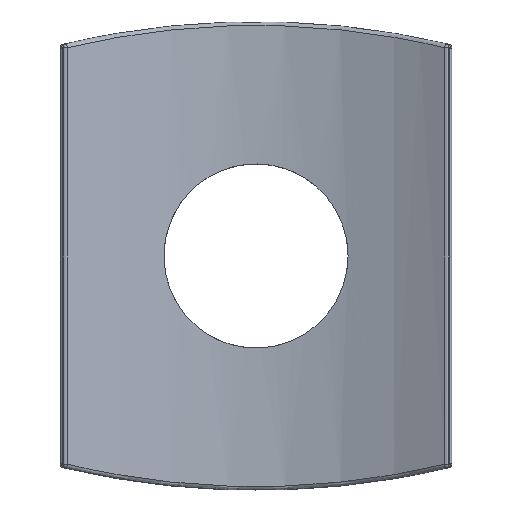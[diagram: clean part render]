
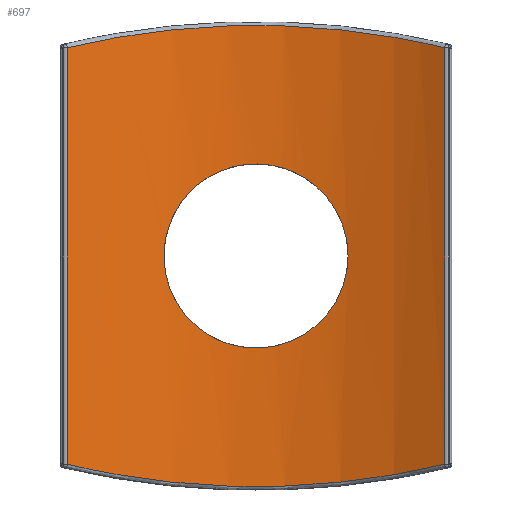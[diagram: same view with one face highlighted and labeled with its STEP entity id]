
A CAD part, front view. The second image highlights one B-rep face of the part: STEP entity #697.
In plain terms, the highlighted cylindrical face has radius 400 mm (diameter 800 mm), a partial arc.
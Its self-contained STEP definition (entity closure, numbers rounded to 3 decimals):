
#35=LINE('',#1122,#55);
#53=LINE('',#1498,#73);
#55=VECTOR('',#869,432.737);
#73=VECTOR('',#989,432.737);
#87=B_SPLINE_CURVE_WITH_KNOTS('',3,(#1197,#1198,#1199,#1200,#1201,#1202,
#1203,#1204,#1205,#1206),.UNSPECIFIED.,.F.,.F.,(4,1,1,1,1,1,1,4),(-42.995,
-37.037,-31.08,-25.122,-19.164,
-13.206,-7.249,-1.291),.UNSPECIFIED.);
#93=B_SPLINE_CURVE_WITH_KNOTS('',3,(#1581,#1582,#1583,#1584,#1585,#1586,
#1587,#1588,#1589,#1590),.UNSPECIFIED.,.F.,.F.,(4,1,1,1,1,1,1,4),(-42.995,
-37.037,-31.08,-25.122,-19.164,-13.206,
-7.249,-1.291),.UNSPECIFIED.);
#95=B_SPLINE_CURVE_WITH_KNOTS('',3,(#1603,#1604,#1605,#1606,#1607,#1608,
#1609,#1610,#1611,#1612,#1613,#1614,#1615,#1616,#1617,#1618,#1619,#1620,
#1621,#1622,#1623,#1624,#1625,#1626,#1627,#1628,#1629,#1630,#1631,#1632,
#1633,#1634,#1635,#1636,#1637,#1638,#1639,#1640,#1641,#1642,#1643,#1644,
#1645,#1646,#1647,#1648,#1649,#1650,#1651,#1652,#1653,#1654,#1655,#1656,
#1657,#1658,#1659,#1660,#1661,#1662,#1663,#1664,#1665,#1666,#1667,#1668),
 .UNSPECIFIED.,.T.,.F.,(4,2,2,2,2,2,2,2,2,2,2,2,2,2,2,2,2,2,2,2,2,2,2,2,
2,2,2,2,2,2,2,2,4),(0.,1.809,3.617,5.426,
7.235,9.043,10.852,12.66,14.469,
16.277,18.086,19.894,21.703,23.511,
25.32,27.129,28.938,30.746,32.555,
34.364,36.172,37.981,39.789,41.598,
43.406,45.215,47.023,48.832,50.64,
52.449,54.258,56.066,57.875),
 .UNSPECIFIED.);
#110=CYLINDRICAL_SURFACE('',#794,400.);
#133=FACE_BOUND('',#242,.T.);
#182=FACE_OUTER_BOUND('',#241,.T.);
#241=EDGE_LOOP('',(#592,#593,#594,#595));
#242=EDGE_LOOP('',(#596));
#336=VERTEX_POINT('',#1101);
#338=VERTEX_POINT('',#1107);
#341=VERTEX_POINT('',#1114);
#347=VERTEX_POINT('',#1131);
#371=VERTEX_POINT('',#1602);
#400=EDGE_CURVE('',#341,#336,#35,.T.);
#407=EDGE_CURVE('',#347,#341,#87,.T.);
#457=EDGE_CURVE('',#338,#347,#53,.T.);
#460=EDGE_CURVE('',#336,#338,#93,.T.);
#462=EDGE_CURVE('',#371,#371,#95,.T.);
#592=ORIENTED_EDGE('',*,*,#400,.F.);
#593=ORIENTED_EDGE('',*,*,#407,.F.);
#594=ORIENTED_EDGE('',*,*,#457,.F.);
#595=ORIENTED_EDGE('',*,*,#460,.F.);
#596=ORIENTED_EDGE('',*,*,#462,.T.);
#697=ADVANCED_FACE('',(#182,#133),#110,.F.);
#794=AXIS2_PLACEMENT_3D('',#1601,#994,#995);
#869=DIRECTION('',(0.,0.,-1.));
#989=DIRECTION('',(0.,0.,1.));
#994=DIRECTION('center_axis',(0.,0.,1.));
#995=DIRECTION('ref_axis',(-1.,0.,0.));
#1101=CARTESIAN_POINT('',(195.987,348.696,-216.369));
#1107=CARTESIAN_POINT('',(-195.987,348.696,-216.369));
#1114=CARTESIAN_POINT('',(195.987,348.696,216.369));
#1122=CARTESIAN_POINT('',(195.987,348.696,0.));
#1131=CARTESIAN_POINT('',(-195.987,348.696,216.369));
#1197=CARTESIAN_POINT('Ctrl Pts',(-195.987,348.696,216.369));
#1198=CARTESIAN_POINT('Ctrl Pts',(-179.202,358.13,220.386));
#1199=CARTESIAN_POINT('Ctrl Pts',(-144.127,374.65,227.685));
#1200=CARTESIAN_POINT('Ctrl Pts',(-88.,391.676,235.552));
#1201=CARTESIAN_POINT('Ctrl Pts',(-29.591,400.362,239.672));
#1202=CARTESIAN_POINT('Ctrl Pts',(29.591,400.361,239.671));
#1203=CARTESIAN_POINT('Ctrl Pts',(88.,391.676,235.552));
#1204=CARTESIAN_POINT('Ctrl Pts',(144.127,374.65,227.684));
#1205=CARTESIAN_POINT('Ctrl Pts',(179.202,358.13,220.386));
#1206=CARTESIAN_POINT('Ctrl Pts',(195.987,348.696,216.369));
#1498=CARTESIAN_POINT('',(-195.987,348.696,0.));
#1581=CARTESIAN_POINT('Ctrl Pts',(195.987,348.696,-216.369));
#1582=CARTESIAN_POINT('Ctrl Pts',(179.202,358.13,-220.386));
#1583=CARTESIAN_POINT('Ctrl Pts',(144.127,374.65,-227.684));
#1584=CARTESIAN_POINT('Ctrl Pts',(88.,391.676,-235.552));
#1585=CARTESIAN_POINT('Ctrl Pts',(29.591,400.361,-239.671));
#1586=CARTESIAN_POINT('Ctrl Pts',(-29.591,400.362,-239.672));
#1587=CARTESIAN_POINT('Ctrl Pts',(-88.,391.676,-235.552));
#1588=CARTESIAN_POINT('Ctrl Pts',(-144.127,374.65,-227.685));
#1589=CARTESIAN_POINT('Ctrl Pts',(-179.202,358.13,-220.386));
#1590=CARTESIAN_POINT('Ctrl Pts',(-195.987,348.696,-216.369));
#1601=CARTESIAN_POINT('Origin',(0.,0.,0.));
#1602=CARTESIAN_POINT('',(95.625,388.402,0.));
#1603=CARTESIAN_POINT('Ctrl Pts',(95.625,388.402,0.));
#1604=CARTESIAN_POINT('Ctrl Pts',(95.625,388.402,-6.029));
#1605=CARTESIAN_POINT('Ctrl Pts',(95.046,388.546,-12.256));
#1606=CARTESIAN_POINT('Ctrl Pts',(92.614,389.133,-24.628));
#1607=CARTESIAN_POINT('Ctrl Pts',(90.762,389.575,-30.773));
#1608=CARTESIAN_POINT('Ctrl Pts',(85.876,390.681,-42.545));
#1609=CARTESIAN_POINT('Ctrl Pts',(82.837,391.345,-48.183));
#1610=CARTESIAN_POINT('Ctrl Pts',(75.824,392.764,-58.603));
#1611=CARTESIAN_POINT('Ctrl Pts',(71.849,393.518,-63.385));
#1612=CARTESIAN_POINT('Ctrl Pts',(63.385,394.969,-71.849));
#1613=CARTESIAN_POINT('Ctrl Pts',(58.604,395.719,-75.824));
#1614=CARTESIAN_POINT('Ctrl Pts',(48.183,397.122,-82.837));
#1615=CARTESIAN_POINT('Ctrl Pts',(42.545,397.775,-85.876));
#1616=CARTESIAN_POINT('Ctrl Pts',(30.772,398.858,-90.763));
#1617=CARTESIAN_POINT('Ctrl Pts',(24.627,399.289,-92.614));
#1618=CARTESIAN_POINT('Ctrl Pts',(12.255,399.86,-95.046));
#1619=CARTESIAN_POINT('Ctrl Pts',(6.028,400.,-95.625));
#1620=CARTESIAN_POINT('Ctrl Pts',(-6.028,400.,-95.625));
#1621=CARTESIAN_POINT('Ctrl Pts',(-12.255,399.86,-95.046));
#1622=CARTESIAN_POINT('Ctrl Pts',(-24.627,399.289,-92.614));
#1623=CARTESIAN_POINT('Ctrl Pts',(-30.772,398.858,-90.763));
#1624=CARTESIAN_POINT('Ctrl Pts',(-42.545,397.775,-85.876));
#1625=CARTESIAN_POINT('Ctrl Pts',(-48.183,397.122,-82.837));
#1626=CARTESIAN_POINT('Ctrl Pts',(-58.604,395.719,-75.824));
#1627=CARTESIAN_POINT('Ctrl Pts',(-63.385,394.969,-71.849));
#1628=CARTESIAN_POINT('Ctrl Pts',(-71.849,393.518,-63.385));
#1629=CARTESIAN_POINT('Ctrl Pts',(-75.824,392.764,-58.603));
#1630=CARTESIAN_POINT('Ctrl Pts',(-82.837,391.345,-48.183));
#1631=CARTESIAN_POINT('Ctrl Pts',(-85.876,390.681,-42.545));
#1632=CARTESIAN_POINT('Ctrl Pts',(-90.762,389.575,-30.773));
#1633=CARTESIAN_POINT('Ctrl Pts',(-92.614,389.133,-24.628));
#1634=CARTESIAN_POINT('Ctrl Pts',(-95.046,388.546,-12.256));
#1635=CARTESIAN_POINT('Ctrl Pts',(-95.625,388.402,-6.029));
#1636=CARTESIAN_POINT('Ctrl Pts',(-95.625,388.402,6.029));
#1637=CARTESIAN_POINT('Ctrl Pts',(-95.046,388.546,12.256));
#1638=CARTESIAN_POINT('Ctrl Pts',(-92.614,389.133,24.628));
#1639=CARTESIAN_POINT('Ctrl Pts',(-90.762,389.575,30.773));
#1640=CARTESIAN_POINT('Ctrl Pts',(-85.876,390.681,42.545));
#1641=CARTESIAN_POINT('Ctrl Pts',(-82.837,391.345,48.183));
#1642=CARTESIAN_POINT('Ctrl Pts',(-75.824,392.764,58.603));
#1643=CARTESIAN_POINT('Ctrl Pts',(-71.849,393.518,63.385));
#1644=CARTESIAN_POINT('Ctrl Pts',(-63.385,394.969,71.849));
#1645=CARTESIAN_POINT('Ctrl Pts',(-58.604,395.719,75.824));
#1646=CARTESIAN_POINT('Ctrl Pts',(-48.183,397.122,82.837));
#1647=CARTESIAN_POINT('Ctrl Pts',(-42.545,397.775,85.876));
#1648=CARTESIAN_POINT('Ctrl Pts',(-30.772,398.858,90.763));
#1649=CARTESIAN_POINT('Ctrl Pts',(-24.627,399.289,92.614));
#1650=CARTESIAN_POINT('Ctrl Pts',(-12.255,399.86,95.046));
#1651=CARTESIAN_POINT('Ctrl Pts',(-6.028,400.,95.625));
#1652=CARTESIAN_POINT('Ctrl Pts',(6.028,400.,95.625));
#1653=CARTESIAN_POINT('Ctrl Pts',(12.255,399.86,95.046));
#1654=CARTESIAN_POINT('Ctrl Pts',(24.627,399.289,92.614));
#1655=CARTESIAN_POINT('Ctrl Pts',(30.772,398.858,90.763));
#1656=CARTESIAN_POINT('Ctrl Pts',(42.545,397.775,85.876));
#1657=CARTESIAN_POINT('Ctrl Pts',(48.183,397.122,82.837));
#1658=CARTESIAN_POINT('Ctrl Pts',(58.604,395.719,75.824));
#1659=CARTESIAN_POINT('Ctrl Pts',(63.385,394.969,71.849));
#1660=CARTESIAN_POINT('Ctrl Pts',(71.849,393.518,63.385));
#1661=CARTESIAN_POINT('Ctrl Pts',(75.824,392.764,58.603));
#1662=CARTESIAN_POINT('Ctrl Pts',(82.837,391.345,48.183));
#1663=CARTESIAN_POINT('Ctrl Pts',(85.876,390.681,42.545));
#1664=CARTESIAN_POINT('Ctrl Pts',(90.762,389.575,30.773));
#1665=CARTESIAN_POINT('Ctrl Pts',(92.614,389.133,24.628));
#1666=CARTESIAN_POINT('Ctrl Pts',(95.046,388.546,12.256));
#1667=CARTESIAN_POINT('Ctrl Pts',(95.625,388.402,6.029));
#1668=CARTESIAN_POINT('Ctrl Pts',(95.625,388.402,0.));
